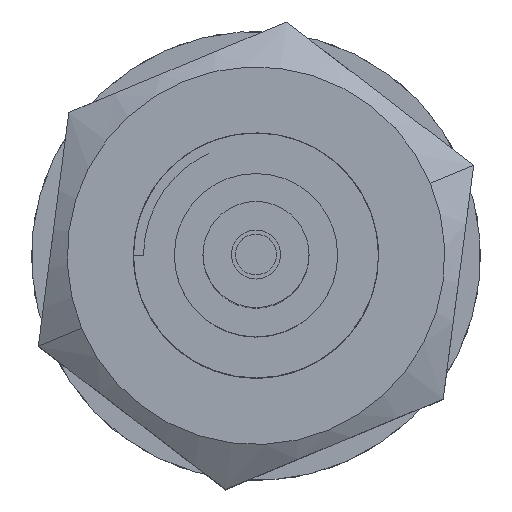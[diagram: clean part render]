
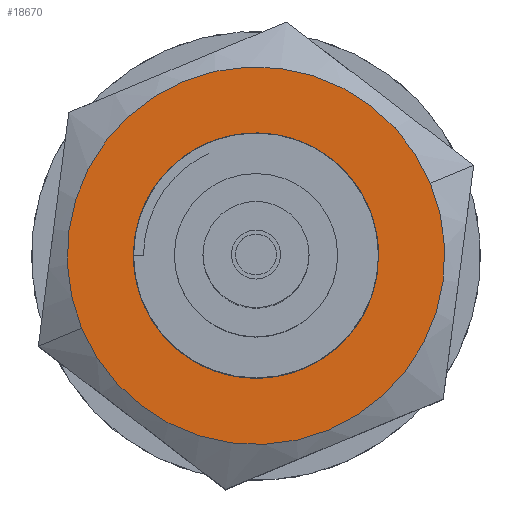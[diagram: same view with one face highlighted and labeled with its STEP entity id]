
A CAD part, top view. The second image highlights one B-rep face of the part: STEP entity #18670.
In plain terms, the highlighted planar face has unit normal (0, 0, 1).
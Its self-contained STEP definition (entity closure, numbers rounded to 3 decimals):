
#336 = VERTEX_POINT ( 'NONE', #21949 ) ;
#868 = CIRCLE ( 'NONE', #20505, 2.779 ) ;
#967 = CIRCLE ( 'NONE', #28512, 4.625 ) ;
#1017 = AXIS2_PLACEMENT_3D ( 'NONE', #3796, #21969, #1834 ) ;
#1054 = EDGE_LOOP ( 'NONE', ( #15182, #23645 ) ) ;
#1353 = DIRECTION ( 'NONE',  ( 0., 0., -1. ) ) ;
#1441 = EDGE_CURVE ( 'NONE', #25027, #336, #868, .T. ) ;
#1834 = DIRECTION ( 'NONE',  ( 1., 0., 0. ) ) ;
#2359 = EDGE_CURVE ( 'NONE', #29010, #15566, #9622, .T. ) ;
#3382 = CARTESIAN_POINT ( 'NONE',  ( 0., 0., 0. ) ) ;
#3796 = CARTESIAN_POINT ( 'NONE',  ( 2.887, -5., 0. ) ) ;
#5565 = CARTESIAN_POINT ( 'NONE',  ( 4.625, 0., 0. ) ) ;
#6960 = ORIENTED_EDGE ( 'NONE', *, *, #13340, .T. ) ;
#7356 = CARTESIAN_POINT ( 'NONE',  ( 2.779, 0., 0. ) ) ;
#7526 = AXIS2_PLACEMENT_3D ( 'NONE', #16902, #1353, #23840 ) ;
#7995 = DIRECTION ( 'NONE',  ( 0., 0., -1. ) ) ;
#8663 = DIRECTION ( 'NONE',  ( 1., 0., 0. ) ) ;
#9622 = CIRCLE ( 'NONE', #7526, 4.625 ) ;
#10738 = CIRCLE ( 'NONE', #28784, 2.779 ) ;
#13135 = CARTESIAN_POINT ( 'NONE',  ( 0., 0., 0. ) ) ;
#13340 = EDGE_CURVE ( 'NONE', #336, #25027, #10738, .T. ) ;
#15182 = ORIENTED_EDGE ( 'NONE', *, *, #2359, .F. ) ;
#15566 = VERTEX_POINT ( 'NONE', #5565 ) ;
#15627 = DIRECTION ( 'NONE',  ( 0., 0., -1. ) ) ;
#15668 = DIRECTION ( 'NONE',  ( 0., 0., -1. ) ) ;
#16902 = CARTESIAN_POINT ( 'NONE',  ( 0., 0., 0. ) ) ;
#17183 = FACE_OUTER_BOUND ( 'NONE', #1054, .T. ) ;
#18670 = ADVANCED_FACE ( 'NONE', ( #21087, #17183 ), #28488, .T. ) ;
#20371 = DIRECTION ( 'NONE',  ( -1., 0., 0. ) ) ;
#20505 = AXIS2_PLACEMENT_3D ( 'NONE', #13135, #15668, #8663 ) ;
#21087 = FACE_BOUND ( 'NONE', #29143, .T. ) ;
#21949 = CARTESIAN_POINT ( 'NONE',  ( -2.779, 0., 0. ) ) ;
#21969 = DIRECTION ( 'NONE',  ( 0., 0., 1. ) ) ;
#21990 = EDGE_CURVE ( 'NONE', #15566, #29010, #967, .T. ) ;
#23645 = ORIENTED_EDGE ( 'NONE', *, *, #21990, .F. ) ;
#23840 = DIRECTION ( 'NONE',  ( -1., 0., 0. ) ) ;
#24285 = CARTESIAN_POINT ( 'NONE',  ( -4.625, 0., 0. ) ) ;
#24527 = CARTESIAN_POINT ( 'NONE',  ( 0., 0., 0. ) ) ;
#25027 = VERTEX_POINT ( 'NONE', #7356 ) ;
#25711 = DIRECTION ( 'NONE',  ( 1., 0., 0. ) ) ;
#26734 = ORIENTED_EDGE ( 'NONE', *, *, #1441, .T. ) ;
#28488 = PLANE ( 'NONE',  #1017 ) ;
#28512 = AXIS2_PLACEMENT_3D ( 'NONE', #24527, #15627, #20371 ) ;
#28784 = AXIS2_PLACEMENT_3D ( 'NONE', #3382, #7995, #25711 ) ;
#29010 = VERTEX_POINT ( 'NONE', #24285 ) ;
#29143 = EDGE_LOOP ( 'NONE', ( #26734, #6960 ) ) ;
